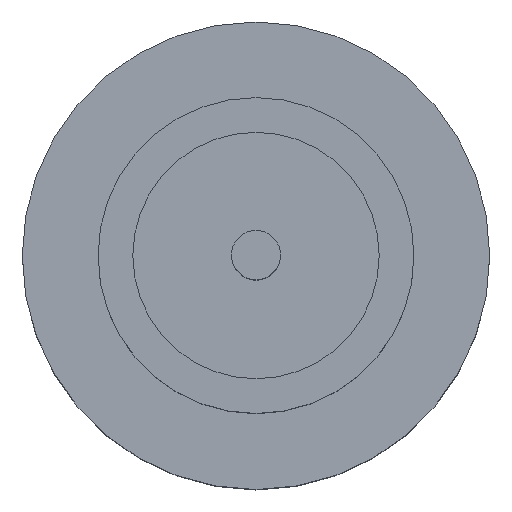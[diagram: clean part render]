
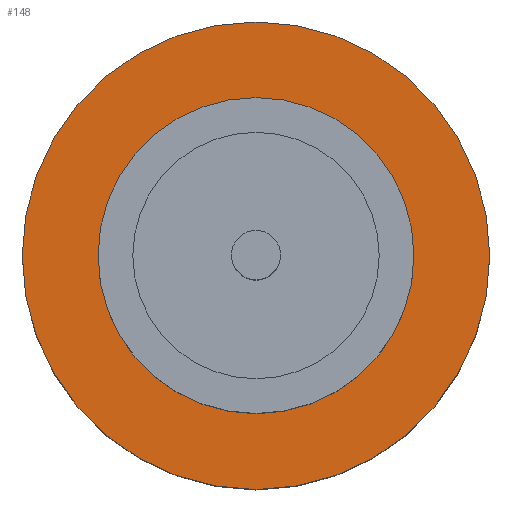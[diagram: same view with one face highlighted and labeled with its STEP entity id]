
A CAD part, top view. The second image highlights one B-rep face of the part: STEP entity #148.
In plain terms, the highlighted planar face has unit normal (0, 0, 1).
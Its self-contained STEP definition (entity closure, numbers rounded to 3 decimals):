
#2 = AXIS2_PLACEMENT_3D ( 'NONE', #27, #555, #427 ) ;
#27 = CARTESIAN_POINT ( 'NONE',  ( 0., 0., 1.55 ) ) ;
#30 = ORIENTED_EDGE ( 'NONE', *, *, #827, .T. ) ;
#52 = VERTEX_POINT ( 'NONE', #89 ) ;
#67 = DIRECTION ( 'NONE',  ( 0., 0., 1. ) ) ;
#73 = CARTESIAN_POINT ( 'NONE',  ( 0., 0., 1.55 ) ) ;
#89 = CARTESIAN_POINT ( 'NONE',  ( 1.85, 0., 1.55 ) ) ;
#96 = VERTEX_POINT ( 'NONE', #598 ) ;
#99 = AXIS2_PLACEMENT_3D ( 'NONE', #551, #169, #817 ) ;
#132 = AXIS2_PLACEMENT_3D ( 'NONE', #432, #174, #615 ) ;
#148 = ADVANCED_FACE ( 'NONE', ( #353, #775 ), #765, .T. ) ;
#165 = EDGE_CURVE ( 'NONE', #537, #839, #829, .T. ) ;
#169 = DIRECTION ( 'NONE',  ( 0., 0., 1. ) ) ;
#174 = DIRECTION ( 'NONE',  ( 0., 0., 1. ) ) ;
#181 = CIRCLE ( 'NONE', #453, 1.85 ) ;
#185 = CIRCLE ( 'NONE', #132, 1.25 ) ;
#193 = DIRECTION ( 'NONE',  ( 1., 0., 0. ) ) ;
#247 = ORIENTED_EDGE ( 'NONE', *, *, #165, .F. ) ;
#329 = EDGE_LOOP ( 'NONE', ( #247, #826 ) ) ;
#340 = CIRCLE ( 'NONE', #552, 1.85 ) ;
#353 = FACE_BOUND ( 'NONE', #329, .T. ) ;
#357 = EDGE_CURVE ( 'NONE', #52, #96, #181, .T. ) ;
#359 = EDGE_LOOP ( 'NONE', ( #30, #620 ) ) ;
#416 = CARTESIAN_POINT ( 'NONE',  ( 1.25, 0., 1.55 ) ) ;
#427 = DIRECTION ( 'NONE',  ( 1., 0., 0. ) ) ;
#432 = CARTESIAN_POINT ( 'NONE',  ( 0., 0., 1.55 ) ) ;
#453 = AXIS2_PLACEMENT_3D ( 'NONE', #73, #67, #581 ) ;
#525 = DIRECTION ( 'NONE',  ( 0., 0., 1. ) ) ;
#537 = VERTEX_POINT ( 'NONE', #416 ) ;
#551 = CARTESIAN_POINT ( 'NONE',  ( 0., 0., 1.55 ) ) ;
#552 = AXIS2_PLACEMENT_3D ( 'NONE', #779, #525, #193 ) ;
#555 = DIRECTION ( 'NONE',  ( 0., 0., 1. ) ) ;
#558 = EDGE_CURVE ( 'NONE', #839, #537, #185, .T. ) ;
#581 = DIRECTION ( 'NONE',  ( 1., 0., 0. ) ) ;
#598 = CARTESIAN_POINT ( 'NONE',  ( -1.85, 0., 1.55 ) ) ;
#615 = DIRECTION ( 'NONE',  ( 1., 0., 0. ) ) ;
#620 = ORIENTED_EDGE ( 'NONE', *, *, #357, .T. ) ;
#765 = PLANE ( 'NONE',  #2 ) ;
#773 = CARTESIAN_POINT ( 'NONE',  ( -1.25, 0., 1.55 ) ) ;
#775 = FACE_OUTER_BOUND ( 'NONE', #359, .T. ) ;
#779 = CARTESIAN_POINT ( 'NONE',  ( 0., 0., 1.55 ) ) ;
#817 = DIRECTION ( 'NONE',  ( 1., 0., 0. ) ) ;
#826 = ORIENTED_EDGE ( 'NONE', *, *, #558, .F. ) ;
#827 = EDGE_CURVE ( 'NONE', #96, #52, #340, .T. ) ;
#829 = CIRCLE ( 'NONE', #99, 1.25 ) ;
#839 = VERTEX_POINT ( 'NONE', #773 ) ;
